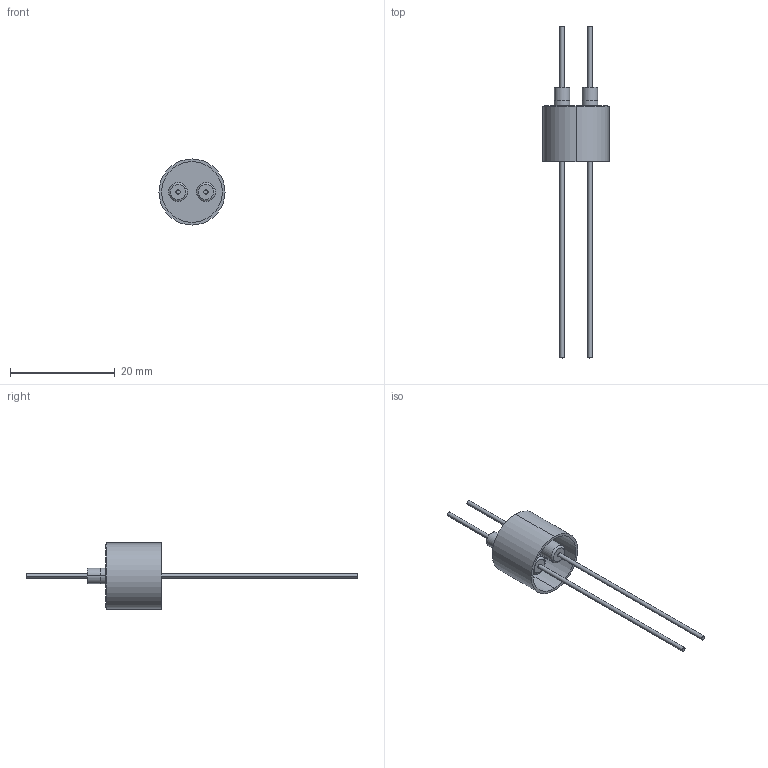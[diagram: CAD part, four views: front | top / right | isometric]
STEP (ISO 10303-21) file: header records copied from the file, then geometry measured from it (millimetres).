
FILE_DESCRIPTION (( 'STEP AP203' ), '1' );
FILE_NAME ('A0078-1-W.STEP', '2019-10-23T18:42:12', ( '' ), ( '' ), 'SwSTEP 2.0', 'SolidWorks 2019', '' );
FILE_SCHEMA (( 'CONFIG_CONTROL_DESIGN' ));
Length unit declared in the file: inch
Products named in the file (1): A0078-1-W
Bounding box: 12.62 x 63.5 x 12.62 mm (x, y, z)
Volume: 583 mm3; surface area: 1520.3 mm2
Topology: 1 solids, 1 shells, 62 faces, 122 edges, 80 vertices
Faces by surface type: cylinder 38, plane 20, torus 4
Entity records: 1717 total; most frequent: DIRECTION 332, CARTESIAN_POINT 265, ORIENTED_EDGE 244, AXIS2_PLACEMENT_3D 147, EDGE_CURVE 122, CIRCLE 84, VERTEX_POINT 80, EDGE_LOOP 80
